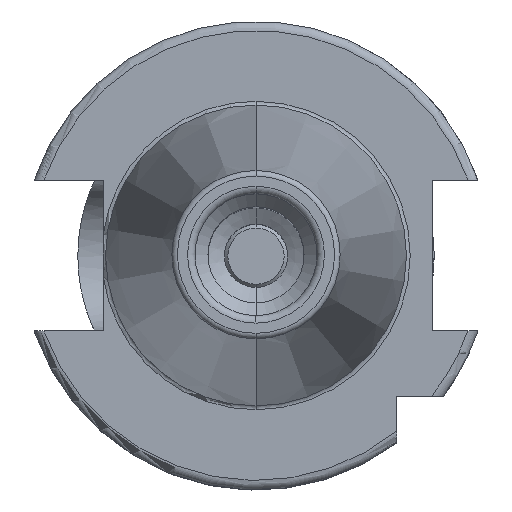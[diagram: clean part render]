
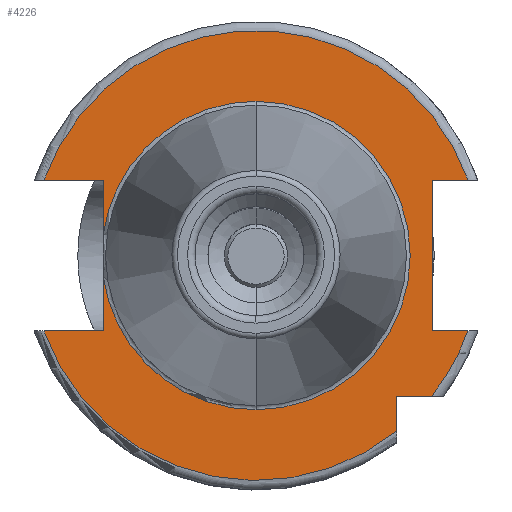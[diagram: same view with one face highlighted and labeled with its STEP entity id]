
A CAD part, top view. The second image highlights one B-rep face of the part: STEP entity #4226.
In plain terms, the highlighted planar face has unit normal (0, 0, 1).
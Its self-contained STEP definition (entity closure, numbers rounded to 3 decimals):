
#888=DIRECTION('',(1,0,0));
#889=VECTOR('',#888,6.31);
#890=CARTESIAN_POINT('',(-22.61,-8.05,15.9));
#891=LINE('',#890,#889);
#892=DIRECTION('',(0,1,0));
#893=VECTOR('',#892,5.834);
#894=CARTESIAN_POINT('',(-16.3,-8.05,15.9));
#895=LINE('',#894,#893);
#896=DIRECTION('',(0,1,0));
#897=VECTOR('',#896,5.834);
#898=CARTESIAN_POINT('',(-16.3,2.216,15.9));
#899=LINE('',#898,#897);
#900=DIRECTION('',(1,0,0));
#901=VECTOR('',#900,6.31);
#902=CARTESIAN_POINT('',(-22.61,8.05,15.9));
#903=LINE('',#902,#901);
#904=DIRECTION('',(-1,0,0));
#905=VECTOR('',#904,3.81);
#906=CARTESIAN_POINT('',(22.61,8.05,15.9));
#907=LINE('',#906,#905);
#908=DIRECTION('',(0,-1,0));
#909=VECTOR('',#908,16.1);
#910=CARTESIAN_POINT('',(18.8,8.05,15.9));
#911=LINE('',#910,#909);
#912=DIRECTION('',(-1,0,0));
#913=VECTOR('',#912,3.81);
#914=CARTESIAN_POINT('',(22.61,-8.05,15.9));
#915=LINE('',#914,#913);
#916=CARTESIAN_POINT('',(0,0,15.9));
#917=DIRECTION('',(0,0,1));
#918=DIRECTION('',(0.781,-0.625,0));
#919=AXIS2_PLACEMENT_3D('',#916,#917,#918);
#921=DIRECTION('',(-1,0,0));
#922=VECTOR('',#921,3.735);
#923=CARTESIAN_POINT('',(18.735,-15,15.9));
#924=LINE('',#923,#922);
#925=DIRECTION('',(0,1,0));
#926=VECTOR('',#925,3.735);
#927=CARTESIAN_POINT('',(15,-18.735,15.9));
#928=LINE('',#927,#926);
#940=CARTESIAN_POINT('',(0,0,15.9));
#941=DIRECTION('',(0,0,1));
#942=DIRECTION('',(0,1,0));
#943=AXIS2_PLACEMENT_3D('',#940,#941,#942);
#955=CARTESIAN_POINT('',(0,0,15.9));
#956=DIRECTION('',(0,0,1));
#957=DIRECTION('',(-0.991,-0.135,0));
#958=AXIS2_PLACEMENT_3D('',#955,#956,#957);
#960=CARTESIAN_POINT('',(0,0,15.9));
#961=DIRECTION('',(0,0,-1));
#962=DIRECTION('',(0,1,0));
#963=AXIS2_PLACEMENT_3D('',#960,#961,#962);
#1306=CARTESIAN_POINT('',(0,0,15.9));
#1307=DIRECTION('',(0,0,1));
#1308=DIRECTION('',(0.942,0.335,0));
#1309=AXIS2_PLACEMENT_3D('',#1306,#1307,#1308);
#1357=CARTESIAN_POINT('',(0,0,15.9));
#1358=DIRECTION('',(0,0,1));
#1359=DIRECTION('',(-0.942,-0.335,0));
#1360=AXIS2_PLACEMENT_3D('',#1357,#1358,#1359);
#2582=CARTESIAN_POINT('',(0,16.45,15.9));
#2584=VERTEX_POINT('',#2582);
#2604=CARTESIAN_POINT('',(0,-16.45,15.9));
#2606=VERTEX_POINT('',#2604);
#2708=CARTESIAN_POINT('',(-22.61,-8.05,15.9));
#2709=CARTESIAN_POINT('',(-16.3,-8.05,15.9));
#2710=VERTEX_POINT('',#2708);
#2711=VERTEX_POINT('',#2709);
#2712=CARTESIAN_POINT('',(-16.3,-2.216,15.9));
#2713=VERTEX_POINT('',#2712);
#2714=CARTESIAN_POINT('',(-16.3,2.216,15.9));
#2715=CARTESIAN_POINT('',(-16.3,8.05,15.9));
#2716=VERTEX_POINT('',#2714);
#2717=VERTEX_POINT('',#2715);
#2718=CARTESIAN_POINT('',(-22.61,8.05,15.9));
#2719=VERTEX_POINT('',#2718);
#2720=CARTESIAN_POINT('',(18.8,8.05,15.9));
#2721=CARTESIAN_POINT('',(18.8,-8.05,15.9));
#2722=VERTEX_POINT('',#2720);
#2723=VERTEX_POINT('',#2721);
#2724=CARTESIAN_POINT('',(22.61,-8.05,15.9));
#2725=VERTEX_POINT('',#2724);
#2726=CARTESIAN_POINT('',(22.61,8.05,15.9));
#2727=VERTEX_POINT('',#2726);
#2728=CARTESIAN_POINT('',(15,-18.735,15.9));
#2729=CARTESIAN_POINT('',(15,-15,15.9));
#2730=VERTEX_POINT('',#2728);
#2731=VERTEX_POINT('',#2729);
#2732=CARTESIAN_POINT('',(18.735,-15,15.9));
#2733=VERTEX_POINT('',#2732);
#4193=CARTESIAN_POINT('',(0,0,15.9));
#4194=DIRECTION('',(0,0,-1));
#4195=DIRECTION('',(0,-1,0));
#4196=AXIS2_PLACEMENT_3D('',#4193,#4194,#4195);
#4197=PLANE('',#4196);
#4198=ORIENTED_EDGE('',*,*,#4166,.T.);
#4199=ORIENTED_EDGE('',*,*,#4153,.T.);
#4201=ORIENTED_EDGE('',*,*,#4200,.T.);
#4203=ORIENTED_EDGE('',*,*,#4202,.F.);
#4205=ORIENTED_EDGE('',*,*,#4204,.T.);
#4206=ORIENTED_EDGE('',*,*,#4149,.T.);
#4207=ORIENTED_EDGE('',*,*,#4135,.F.);
#4209=ORIENTED_EDGE('',*,*,#4208,.F.);
#4211=ORIENTED_EDGE('',*,*,#4210,.T.);
#4213=ORIENTED_EDGE('',*,*,#4212,.T.);
#4215=ORIENTED_EDGE('',*,*,#4214,.F.);
#4217=ORIENTED_EDGE('',*,*,#4216,.F.);
#4219=ORIENTED_EDGE('',*,*,#4218,.T.);
#4221=ORIENTED_EDGE('',*,*,#4220,.F.);
#4223=ORIENTED_EDGE('',*,*,#4222,.F.);
#4224=EDGE_LOOP('',(#4198,#4199,#4201,#4203,#4205,#4206,#4207,#4209,#4211,#4213,
#4215,#4217,#4219,#4221,#4223));
#4225=FACE_OUTER_BOUND('',#4224,.F.);
#4226=ADVANCED_FACE('',(#4225),#4197,.F.);
#920=CIRCLE('',#919,24);
#944=CIRCLE('',#943,16.45);
#959=CIRCLE('',#958,16.45);
#964=CIRCLE('',#963,16.45);
#1310=CIRCLE('',#1309,24);
#1361=CIRCLE('',#1360,24);
#4135=EDGE_CURVE('',#2719,#2717,#903,.T.);
#4149=EDGE_CURVE('',#2716,#2717,#899,.T.);
#4153=EDGE_CURVE('',#2711,#2713,#895,.T.);
#4166=EDGE_CURVE('',#2710,#2711,#891,.T.);
#4200=EDGE_CURVE('',#2713,#2606,#959,.T.);
#4202=EDGE_CURVE('',#2584,#2606,#964,.T.);
#4204=EDGE_CURVE('',#2584,#2716,#944,.T.);
#4208=EDGE_CURVE('',#2727,#2719,#1310,.T.);
#4210=EDGE_CURVE('',#2727,#2722,#907,.T.);
#4212=EDGE_CURVE('',#2722,#2723,#911,.T.);
#4214=EDGE_CURVE('',#2725,#2723,#915,.T.);
#4216=EDGE_CURVE('',#2733,#2725,#920,.T.);
#4218=EDGE_CURVE('',#2733,#2731,#924,.T.);
#4220=EDGE_CURVE('',#2730,#2731,#928,.T.);
#4222=EDGE_CURVE('',#2710,#2730,#1361,.T.);
